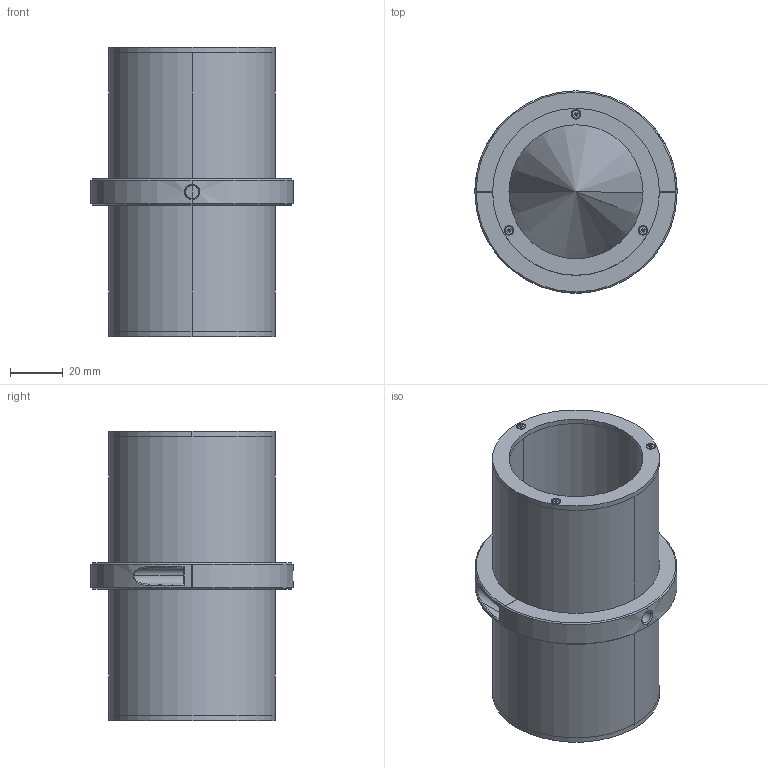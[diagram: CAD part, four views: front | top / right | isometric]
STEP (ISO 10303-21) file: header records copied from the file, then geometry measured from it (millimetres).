
FILE_DESCRIPTION (( 'STEP AP214' ), '1' );
FILE_NAME ('6839-LBD-T-51-AS01.STEP', '2019-05-21T07:29:12', ( '' ), ( '' ), 'SwSTEP 2.0', 'SolidWorks 2017', '' );
FILE_SCHEMA (( 'AUTOMOTIVE_DESIGN' ));
Length unit declared in the file: millimetre
Products named in the file (24): 6839-LBD-T-51-Tube Holder1; 6839-LBD-T-51-Back; 6839-LBD-T-51-Cone; countersunk flat head cross recess screw_din_DIN EN ISO 7046-1 - M1.6 x 6 - Z - 6N; 6839-LBD-T-51-Ring; socket countersunk head screw_din_DIN 7991 - M3 x 8 --- 8N; countersunk flat head cross recess screw_din; socket countersunk head screw_din; 6839-LBD-T-51-Tube Holder2; 6839-LBD-T-51-Tube; 6839-LBD-T-51-AS01
Assembly tree (15 placements, depth 2):
  6839-LBD-T-51-Tube Holder1
  6839-LBD-T-51-Back
  6839-LBD-T-51-Cone
  countersunk flat head cross recess screw_din
  socket countersunk head screw_din
Bounding box: 77 x 77 x 110 mm (x, y, z)
Volume: 156535.8 mm3; surface area: 70667.5 mm2
Topology: 15 solids, 15 shells, 488 faces, 1122 edges, 644 vertices
Faces by surface type: plane 197, cone 164, cylinder 99, torus 22, bspline 6
Entity records: 10062 total; most frequent: CARTESIAN_POINT 4032, DIRECTION 1184, ORIENTED_EDGE 1032, EDGE_CURVE 516, AXIS2_PLACEMENT_3D 480, VERTEX_POINT 312, EDGE_LOOP 266, CIRCLE 236
